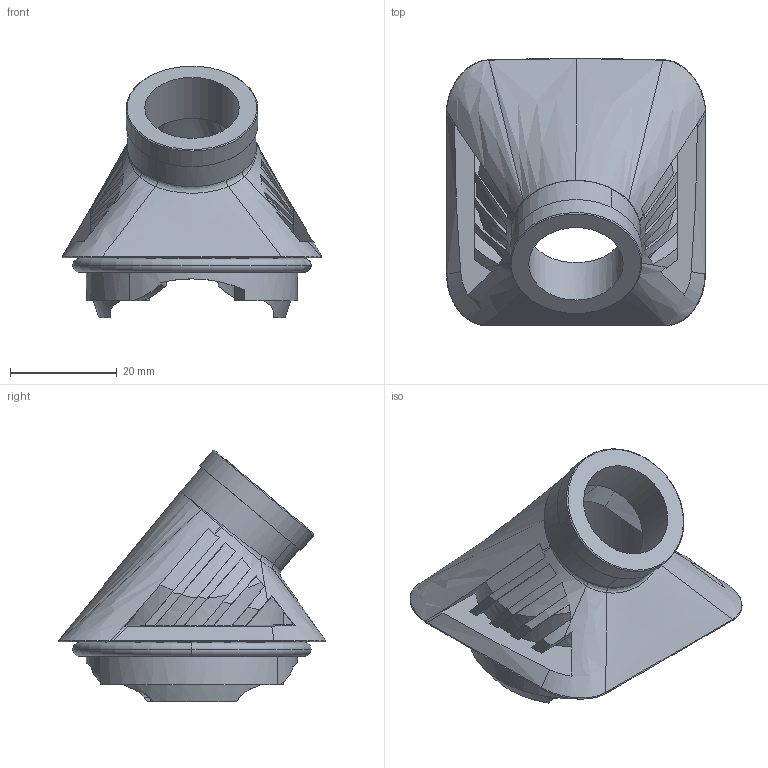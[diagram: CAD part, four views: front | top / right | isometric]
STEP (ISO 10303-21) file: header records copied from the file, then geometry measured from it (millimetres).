
FILE_DESCRIPTION(('Creo Elements/Direct Modeling STEP Export'),'2;1');
FILE_NAME('model.stp','2018-04-10T10:04:36',(''),(''),'Creo Elements/Direct Modeling STEP processor for AP214 (Solid Model)','Creo Elements/Direct Modeling 18.1I 14-Aug-2016 (C) Parametric Technology GmbH','');
FILE_SCHEMA(('AUTOMOTIVE_DESIGN { 1 0 10303 214 1 1 1 1 }'));
Length unit declared in the file: millimetre
Products named in the file (2): HC_B_TA_PG13_PLR_BK-select
Assembly tree (1 placements, depth 2):
  HC_B_TA_PG13_PLR_BK-select
    HC_B_TA_PG13_PLR_BK-select
Bounding box: 48.7 x 50.09 x 47.12 mm (x, y, z)
Volume: 16714.8 mm3; surface area: 11741.4 mm2
Topology: 1 solids, 1 shells, 160 faces, 464 edges, 305 vertices
Faces by surface type: plane 57, bspline 53, cylinder 28, torus 10, extrusion 6, cone 6
Entity records: 27060 total; most frequent: CARTESIAN_POINT 22207, ORIENTED_EDGE 924, EDGE_CURVE 462, DIRECTION 439, VERTEX_POINT 305, B_SPLINE_CURVE_WITH_KNOTS 201, AXIS2_PLACEMENT_3D 164, EDGE_LOOP 163
